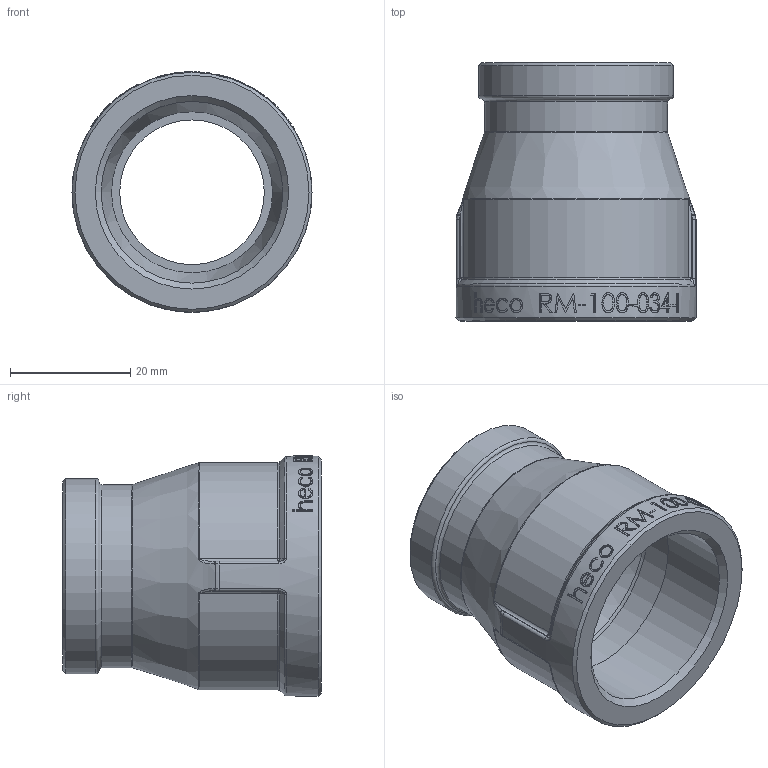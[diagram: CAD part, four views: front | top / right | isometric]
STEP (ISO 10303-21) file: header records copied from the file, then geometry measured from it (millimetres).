
FILE_DESCRIPTION (( 'STEP AP214' ), '1' );
FILE_NAME ('heco_RM-100-034-I.STEP', '2015-10-26T15:03:11', ( 'test' ), ( '' ), 'SwSTEP 2.0', 'SolidWorks 2011', '' );
FILE_SCHEMA (( 'AUTOMOTIVE_DESIGN' ));
Length unit declared in the file: millimetre
Products named in the file (1): heco_RM-100-034-I
Bounding box: 40 x 43 x 40.1 mm (x, y, z)
Volume: 13828.8 mm3; surface area: 10090.4 mm2
Topology: 1 solids, 1 shells, 247 faces, 619 edges, 399 vertices
Faces by surface type: bspline 118, plane 66, cylinder 39, torus 12, cone 8, sphere 4
Full cylindrical faces by diameter (mm): 24.117 x1, 30.291 x1, 30.5 x1, 32.5 x1, 34.2 x1, 40 x1
Entity records: 21778 total; most frequent: CARTESIAN_POINT 16103, ORIENTED_EDGE 1190, DIRECTION 606, EDGE_CURVE 595, VERTEX_POINT 391, B_SPLINE_CURVE_WITH_KNOTS 364, EDGE_LOOP 290, FACE_OUTER_BOUND 257
